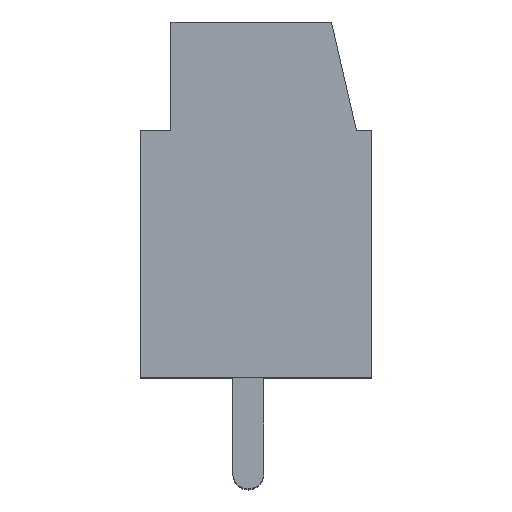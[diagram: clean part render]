
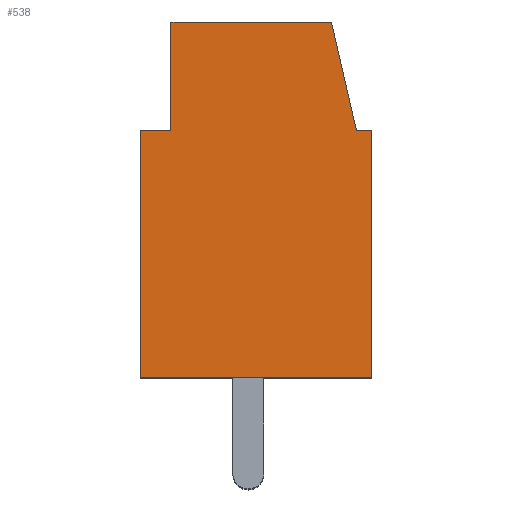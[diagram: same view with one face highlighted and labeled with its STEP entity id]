
A CAD part, top view. The second image highlights one B-rep face of the part: STEP entity #538.
In plain terms, the highlighted planar face has unit normal (0, 0, 1).
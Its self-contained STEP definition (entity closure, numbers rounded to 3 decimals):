
#538 = ADVANCED_FACE( '', ( #1159 ), #1160, .T. );
#1159 = FACE_OUTER_BOUND( '', #1889, .T. );
#1160 = PLANE( '', #1890 );
#1889 = EDGE_LOOP( '', ( #3326, #3327, #3328, #3329, #3330, #3331, #3332, #3333 ) );
#1890 = AXIS2_PLACEMENT_3D( '', #3334, #3335, #3336 );
#3326 = ORIENTED_EDGE( '', *, *, #5317, .T. );
#3327 = ORIENTED_EDGE( '', *, *, #5318, .T. );
#3328 = ORIENTED_EDGE( '', *, *, #5232, .T. );
#3329 = ORIENTED_EDGE( '', *, *, #5319, .F. );
#3330 = ORIENTED_EDGE( '', *, *, #5320, .F. );
#3331 = ORIENTED_EDGE( '', *, *, #5321, .T. );
#3332 = ORIENTED_EDGE( '', *, *, #4851, .T. );
#3333 = ORIENTED_EDGE( '', *, *, #5322, .T. );
#3334 = CARTESIAN_POINT( '', ( -8.433, 0.923, 0. ) );
#3335 = DIRECTION( '', ( 0., 0., 1. ) );
#3336 = DIRECTION( '', ( 1., 0., 0. ) );
#4851 = EDGE_CURVE( '', #5920, #5924, #5926, .T. );
#5232 = EDGE_CURVE( '', #6569, #6567, #6570, .T. );
#5317 = EDGE_CURVE( '', #6688, #6689, #6690, .T. );
#5318 = EDGE_CURVE( '', #6689, #6569, #6691, .T. );
#5319 = EDGE_CURVE( '', #6692, #6567, #6693, .T. );
#5320 = EDGE_CURVE( '', #6694, #6692, #6695, .T. );
#5321 = EDGE_CURVE( '', #6694, #5920, #6696, .T. );
#5322 = EDGE_CURVE( '', #5924, #6688, #6697, .T. );
#5920 = VERTEX_POINT( '', #7448 );
#5924 = VERTEX_POINT( '', #7454 );
#5926 = LINE( '', #7457, #7458 );
#6567 = VERTEX_POINT( '', #8427 );
#6569 = VERTEX_POINT( '', #8430 );
#6570 = LINE( '', #8431, #8432 );
#6688 = VERTEX_POINT( '', #8600 );
#6689 = VERTEX_POINT( '', #8601 );
#6690 = LINE( '', #8602, #8603 );
#6691 = LINE( '', #8604, #8605 );
#6692 = VERTEX_POINT( '', #8606 );
#6693 = LINE( '', #8607, #8608 );
#6694 = VERTEX_POINT( '', #8609 );
#6695 = LINE( '', #8610, #8611 );
#6696 = LINE( '', #8612, #8613 );
#6697 = LINE( '', #8614, #8615 );
#7448 = CARTESIAN_POINT( '', ( -7.5, 8., 0. ) );
#7454 = CARTESIAN_POINT( '', ( -7.5, 0., 0. ) );
#7457 = CARTESIAN_POINT( '', ( -7.5, 0., 0. ) );
#7458 = VECTOR( '', #9423, 1000. );
#8427 = CARTESIAN_POINT( '', ( -1.308, 11.5, 0. ) );
#8430 = CARTESIAN_POINT( '', ( -0.5, 8., 0. ) );
#8431 = CARTESIAN_POINT( '', ( -0.5, 8., 0. ) );
#8432 = VECTOR( '', #9849, 1000. );
#8600 = CARTESIAN_POINT( '', ( 0., 0., 0. ) );
#8601 = CARTESIAN_POINT( '', ( 0., 8., 0. ) );
#8602 = CARTESIAN_POINT( '', ( 0., 0., 0. ) );
#8603 = VECTOR( '', #9936, 1000. );
#8604 = CARTESIAN_POINT( '', ( -4., 8., 0. ) );
#8605 = VECTOR( '', #9937, 1000. );
#8606 = CARTESIAN_POINT( '', ( -6.5, 11.5, 0. ) );
#8607 = CARTESIAN_POINT( '', ( -4., 11.5, 0. ) );
#8608 = VECTOR( '', #9938, 1000. );
#8609 = CARTESIAN_POINT( '', ( -6.5, 8., 0. ) );
#8610 = CARTESIAN_POINT( '', ( -6.5, 0., 0. ) );
#8611 = VECTOR( '', #9939, 1000. );
#8612 = CARTESIAN_POINT( '', ( -4., 8., 0. ) );
#8613 = VECTOR( '', #9940, 1000. );
#8614 = CARTESIAN_POINT( '', ( -4., 0., 0. ) );
#8615 = VECTOR( '', #9941, 1000. );
#9423 = DIRECTION( '', ( 0., -1., 0. ) );
#9849 = DIRECTION( '', ( -0.225, 0.974, 0. ) );
#9936 = DIRECTION( '', ( 0., 1., 0. ) );
#9937 = DIRECTION( '', ( -1., 0., 0. ) );
#9938 = DIRECTION( '', ( 1., 0., 0. ) );
#9939 = DIRECTION( '', ( 0., 1., 0. ) );
#9940 = DIRECTION( '', ( -1., 0., 0. ) );
#9941 = DIRECTION( '', ( 1., 0., 0. ) );
